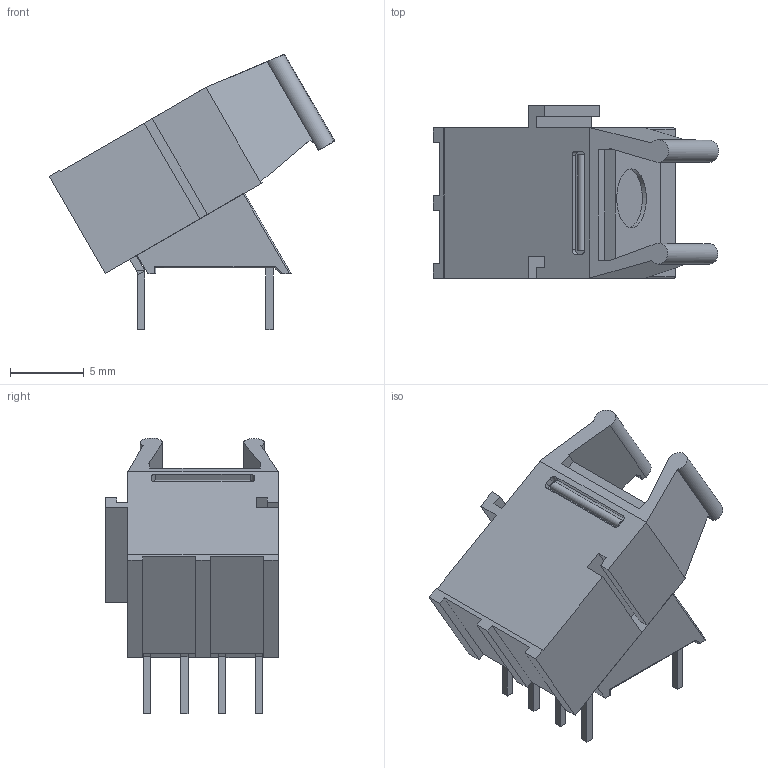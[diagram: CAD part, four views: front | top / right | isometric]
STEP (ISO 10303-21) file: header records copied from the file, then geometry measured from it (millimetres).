
FILE_DESCRIPTION(('FreeCAD Model'),'2;1');
FILE_NAME('Broadcom_AFBR-16xxZ_Tilted.step','2018-08-03T08:38:02',( 'kicad StepUp'),('ksu MCAD'),'Open CASCADE STEP processor 7.1', 'FreeCAD','Unknown');
FILE_SCHEMA(('AUTOMOTIVE_DESIGN { 1 0 10303 214 1 1 1 1 }'));
Length unit declared in the file: millimetre
Products named in the file (1): Broadcom_AFBR-16xxZ_Tilted
Bounding box: 19.34 x 11.7 x 18.69 mm (x, y, z)
Volume: 1363.6 mm3; surface area: 1237.8 mm2
Topology: 2 solids, 2 shells, 147 faces, 388 edges, 254 vertices
Faces by surface type: plane 125, cylinder 22
Full cylindrical faces by diameter (mm): 4 x1
Entity records: 3062 total; most frequent: ORIENTED_EDGE 637, CARTESIAN_POINT 443, EDGE_CURVE 388, LINE 290, VERTEX_POINT 254, AXIS2_PLACEMENT_3D 156, FACE_BOUND 156, EDGE_LOOP 156
